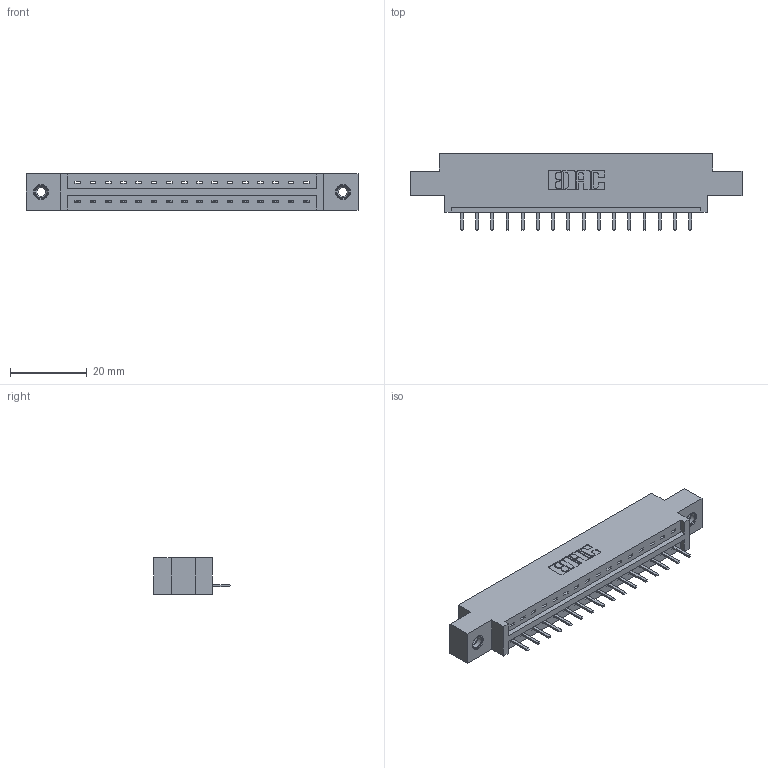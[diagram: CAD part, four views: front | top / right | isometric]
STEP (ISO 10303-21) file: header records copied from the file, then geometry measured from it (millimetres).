
FILE_DESCRIPTION (( 'STEP AP203' ), '1' );
FILE_NAME ('337-016-520-608.STEP', '2018-08-04T18:09:22', ( '' ), ( '' ), 'SwSTEP 2.0', 'SolidWorks 2016', '' );
FILE_SCHEMA (( 'CONFIG_CONTROL_DESIGN' ));
Length unit declared in the file: inch
Products named in the file (4): 345-250-001_345-250-003-102; 337-016-520-608; 337 Part_0.170 Offset - 0.156 Dia-TI; 345-292-001_345-293-120
Assembly tree (19 placements, depth 2):
  337-016-520-608
    337 Part_0.170 Offset - 0.156 Dia-TI
    345-292-001_345-293-120  x16
    345-250-001_345-250-003-102  x2
Bounding box: 86.41 x 20.02 x 9.4 mm (x, y, z)
Volume: 8485.5 mm3; surface area: 8584.7 mm2
Topology: 19 solids, 19 shells, 1234 faces, 3595 edges, 2346 vertices
Faces by surface type: plane 874, cylinder 344, cone 12, torus 4
Entity records: 16688 total; most frequent: CARTESIAN_POINT 2897, ORIENTED_EDGE 2830, DIRECTION 2513, EDGE_CURVE 1415, VECTOR 1263, LINE 1263, VERTEX_POINT 936, AXIS2_PLACEMENT_3D 625
